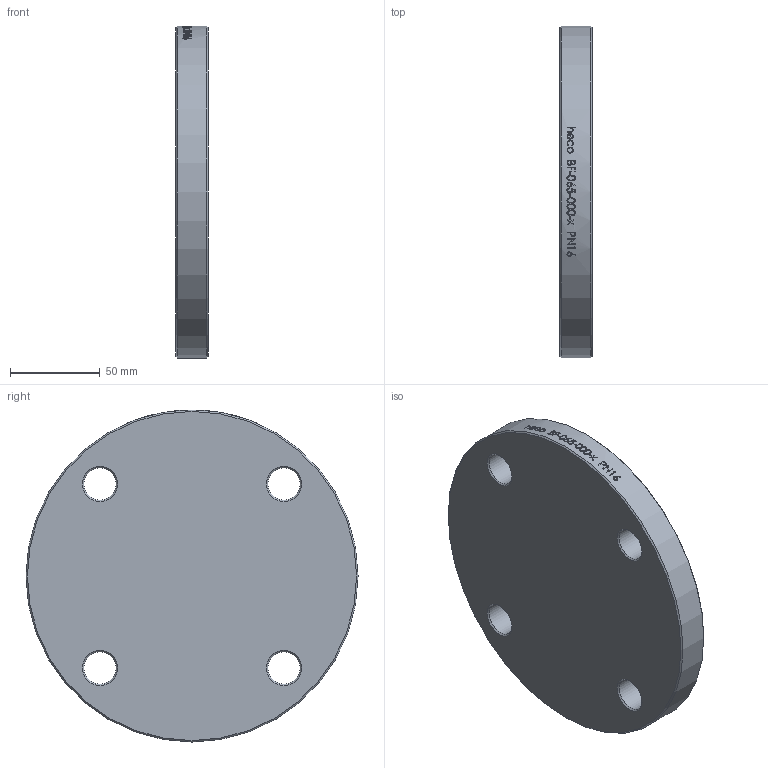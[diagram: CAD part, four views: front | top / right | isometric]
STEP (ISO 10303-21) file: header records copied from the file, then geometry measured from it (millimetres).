
FILE_DESCRIPTION (( 'STEP AP214' ), '1' );
FILE_NAME ('BF-065-000-x Blindflansch PN16 DIN2527 2103.STEP', '2021-03-05T09:05:44', ( '' ), ( '' ), 'SwSTEP 2.0', 'SolidWorks 2019', '' );
FILE_SCHEMA (( 'AUTOMOTIVE_DESIGN' ));
Length unit declared in the file: millimetre
Products named in the file (1): BF-065-000-x Blindflansch PN16 DIN2527 2103
Bounding box: 18 x 185 x 185 mm (x, y, z)
Volume: 464560.6 mm3; surface area: 65492 mm2
Topology: 1 solids, 1 shells, 50 faces, 253 edges, 235 vertices
Faces by surface type: cylinder 38, cone 10, plane 2
Full cylindrical faces by diameter (mm): 18 x4, 185 x1
Entity records: 6590 total; most frequent: CARTESIAN_POINT 4527, ORIENTED_EDGE 448, DIRECTION 247, EDGE_CURVE 224, VERTEX_POINT 224, B_SPLINE_CURVE_WITH_KNOTS 135, AXIS2_PLACEMENT_3D 109, EDGE_LOOP 102
